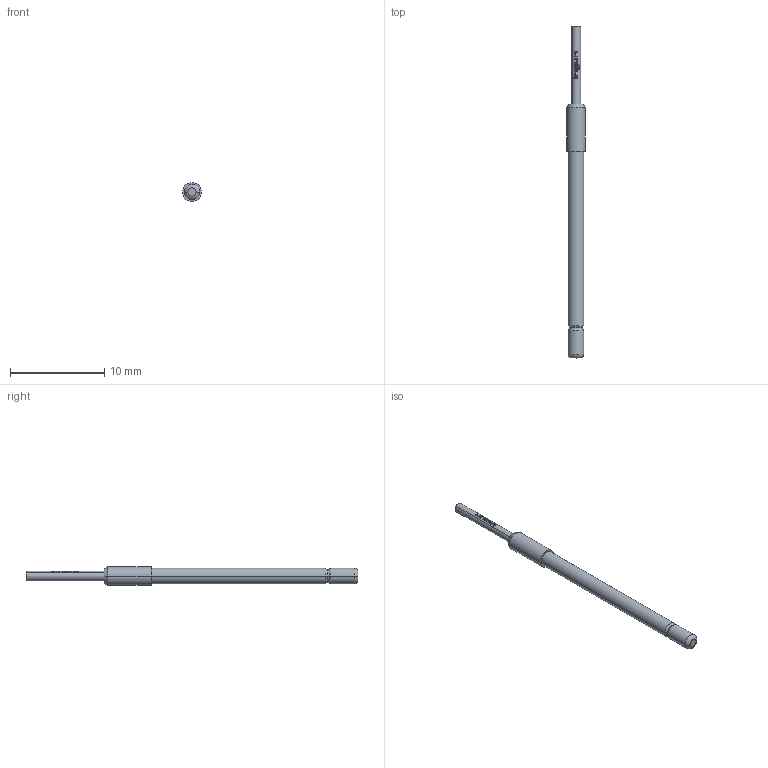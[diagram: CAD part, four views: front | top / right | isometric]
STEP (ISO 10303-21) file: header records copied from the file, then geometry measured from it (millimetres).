
FILE_DESCRIPTION (( 'STEP AP203' ), '1' );
FILE_NAME ('INGUN_HSS-118_302_100_A_xx05.STEP', '2022-02-02T08:01:26', ( 'ochi' ), ( '' ), 'SwSTEP 2.0', 'SolidWorks 2018', '' );
FILE_SCHEMA (( 'CONFIG_CONTROL_DESIGN' ));
Length unit declared in the file: millimetre
Products named in the file (1): INGUN_HSS-118_302_100_A_xx05
Bounding box: 2 x 35.3 x 2 mm (x, y, z)
Volume: 68.6 mm3; surface area: 176.3 mm2
Topology: 1 solids, 1 shells, 88 faces, 224 edges, 146 vertices
Faces by surface type: plane 44, bspline 22, cylinder 14, torus 6, cone 2
Entity records: 3669 total; most frequent: CARTESIAN_POINT 1873, ORIENTED_EDGE 448, EDGE_CURVE 224, DIRECTION 200, B_SPLINE_CURVE_WITH_KNOTS 186, VERTEX_POINT 146, EDGE_LOOP 96, AXIS2_PLACEMENT_3D 95
